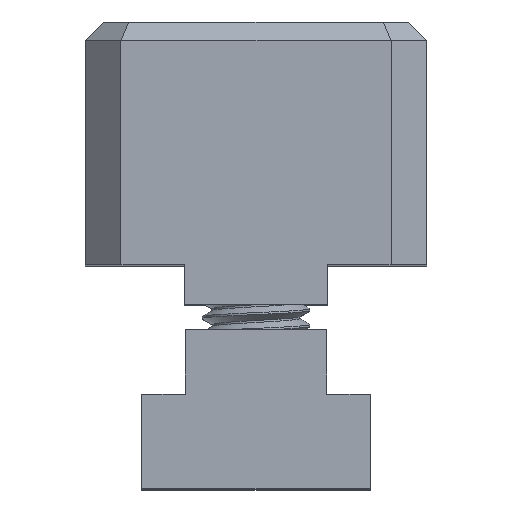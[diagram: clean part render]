
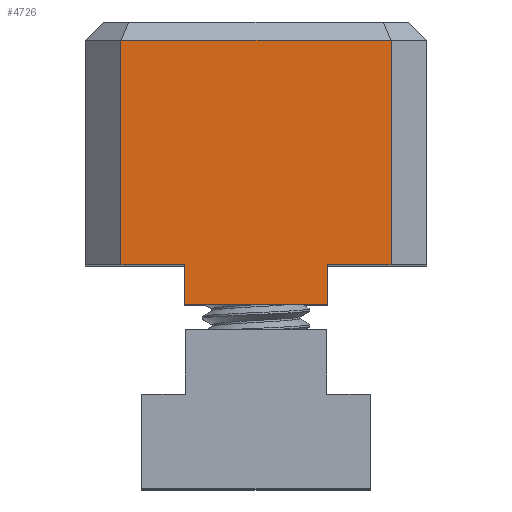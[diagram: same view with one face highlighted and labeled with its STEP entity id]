
A CAD part, top view. The second image highlights one B-rep face of the part: STEP entity #4726.
In plain terms, the highlighted planar face has unit normal (0, 0, 1).
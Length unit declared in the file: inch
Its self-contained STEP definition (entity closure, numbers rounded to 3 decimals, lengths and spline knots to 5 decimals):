
#304 = DIRECTION ( 'NONE',  ( 0., -1., 0. ) ) ;
#359 = PLANE ( 'NONE',  #2491 ) ;
#579 = CARTESIAN_POINT ( 'NONE',  ( 0.3115, 0., 1.875 ) ) ;
#937 = ORIENTED_EDGE ( 'NONE', *, *, #1653, .F. ) ;
#983 = CARTESIAN_POINT ( 'NONE',  ( 0., 0.98299, 1.875 ) ) ;
#1232 = VERTEX_POINT ( 'NONE', #4472 ) ;
#1346 = CARTESIAN_POINT ( 'NONE',  ( 0.3115, -0.17201, 1.875 ) ) ;
#1404 = LINE ( 'NONE', #5707, #6201 ) ;
#1430 = CARTESIAN_POINT ( 'NONE',  ( 0.59127, 0., 1.875 ) ) ;
#1562 = EDGE_CURVE ( 'NONE', #4474, #5946, #7300, .T. ) ;
#1653 = EDGE_CURVE ( 'NONE', #2184, #1881, #4371, .T. ) ;
#1717 = DIRECTION ( 'NONE',  ( -1., 0., 0. ) ) ;
#1881 = VERTEX_POINT ( 'NONE', #7187 ) ;
#1976 = VECTOR ( 'NONE', #3107, 39.37008 ) ;
#2134 = DIRECTION ( 'NONE',  ( 1., 0., 0. ) ) ;
#2184 = VERTEX_POINT ( 'NONE', #6614 ) ;
#2287 = VECTOR ( 'NONE', #7295, 39.37008 ) ;
#2306 = VECTOR ( 'NONE', #5678, 39.37008 ) ;
#2482 = CARTESIAN_POINT ( 'NONE',  ( 0.74875, 0., 1.875 ) ) ;
#2491 = AXIS2_PLACEMENT_3D ( 'NONE', #4116, #5463, #1717 ) ;
#2586 = DIRECTION ( 'NONE',  ( -1., 0., 0. ) ) ;
#3107 = DIRECTION ( 'NONE',  ( -1., 0., 0. ) ) ;
#3142 = ORIENTED_EDGE ( 'NONE', *, *, #5431, .F. ) ;
#3227 = ORIENTED_EDGE ( 'NONE', *, *, #3499, .F. ) ;
#3353 = FACE_OUTER_BOUND ( 'NONE', #6091, .T. ) ;
#3404 = ORIENTED_EDGE ( 'NONE', *, *, #6584, .F. ) ;
#3499 = EDGE_CURVE ( 'NONE', #1232, #4523, #5141, .T. ) ;
#3861 = EDGE_CURVE ( 'NONE', #5946, #6527, #4146, .T. ) ;
#3979 = VECTOR ( 'NONE', #7975, 39.37008 ) ;
#4099 = ORIENTED_EDGE ( 'NONE', *, *, #4741, .F. ) ;
#4116 = CARTESIAN_POINT ( 'NONE',  ( 0., 0., 1.875 ) ) ;
#4146 = LINE ( 'NONE', #4259, #2287 ) ;
#4259 = CARTESIAN_POINT ( 'NONE',  ( 0.3115, -0.17201, 1.875 ) ) ;
#4371 = LINE ( 'NONE', #6273, #2306 ) ;
#4412 = VERTEX_POINT ( 'NONE', #6967 ) ;
#4472 = CARTESIAN_POINT ( 'NONE',  ( 0.59127, 0.98299, 1.875 ) ) ;
#4474 = VERTEX_POINT ( 'NONE', #5812 ) ;
#4523 = VERTEX_POINT ( 'NONE', #1430 ) ;
#4726 = ADVANCED_FACE ( 'NONE', ( #3353 ), #359, .F. ) ;
#4741 = EDGE_CURVE ( 'NONE', #6527, #4412, #5216, .T. ) ;
#4762 = CARTESIAN_POINT ( 'NONE',  ( -0.3115, -0.17201, 1.875 ) ) ;
#4795 = VECTOR ( 'NONE', #2134, 39.37008 ) ;
#5141 = LINE ( 'NONE', #6489, #7858 ) ;
#5216 = LINE ( 'NONE', #4762, #5309 ) ;
#5309 = VECTOR ( 'NONE', #6094, 39.37008 ) ;
#5398 = LINE ( 'NONE', #2482, #1976 ) ;
#5431 = EDGE_CURVE ( 'NONE', #4412, #2184, #1404, .T. ) ;
#5453 = ORIENTED_EDGE ( 'NONE', *, *, #1562, .F. ) ;
#5463 = DIRECTION ( 'NONE',  ( 0., 0., -1. ) ) ;
#5678 = DIRECTION ( 'NONE',  ( 0., 1., 0. ) ) ;
#5707 = CARTESIAN_POINT ( 'NONE',  ( -0.3115, 0., 1.875 ) ) ;
#5812 = CARTESIAN_POINT ( 'NONE',  ( 0.3115, 0., 1.875 ) ) ;
#5946 = VERTEX_POINT ( 'NONE', #1346 ) ;
#6091 = EDGE_LOOP ( 'NONE', ( #7347, #937, #3142, #4099, #6503, #5453, #3404, #3227 ) ) ;
#6094 = DIRECTION ( 'NONE',  ( 0., 1., 0. ) ) ;
#6201 = VECTOR ( 'NONE', #2586, 39.37008 ) ;
#6273 = CARTESIAN_POINT ( 'NONE',  ( -0.59127, 0., 1.875 ) ) ;
#6489 = CARTESIAN_POINT ( 'NONE',  ( 0.59127, 1.06299, 1.875 ) ) ;
#6503 = ORIENTED_EDGE ( 'NONE', *, *, #3861, .F. ) ;
#6527 = VERTEX_POINT ( 'NONE', #6882 ) ;
#6584 = EDGE_CURVE ( 'NONE', #4523, #4474, #5398, .T. ) ;
#6614 = CARTESIAN_POINT ( 'NONE',  ( -0.59127, 0., 1.875 ) ) ;
#6882 = CARTESIAN_POINT ( 'NONE',  ( -0.3115, -0.17201, 1.875 ) ) ;
#6967 = CARTESIAN_POINT ( 'NONE',  ( -0.3115, 0., 1.875 ) ) ;
#7187 = CARTESIAN_POINT ( 'NONE',  ( -0.59127, 0.98299, 1.875 ) ) ;
#7284 = EDGE_CURVE ( 'NONE', #1881, #1232, #7552, .T. ) ;
#7295 = DIRECTION ( 'NONE',  ( -1., 0., 0. ) ) ;
#7300 = LINE ( 'NONE', #579, #3979 ) ;
#7347 = ORIENTED_EDGE ( 'NONE', *, *, #7284, .F. ) ;
#7552 = LINE ( 'NONE', #983, #4795 ) ;
#7858 = VECTOR ( 'NONE', #304, 39.37008 ) ;
#7975 = DIRECTION ( 'NONE',  ( 0., -1., 0. ) ) ;
